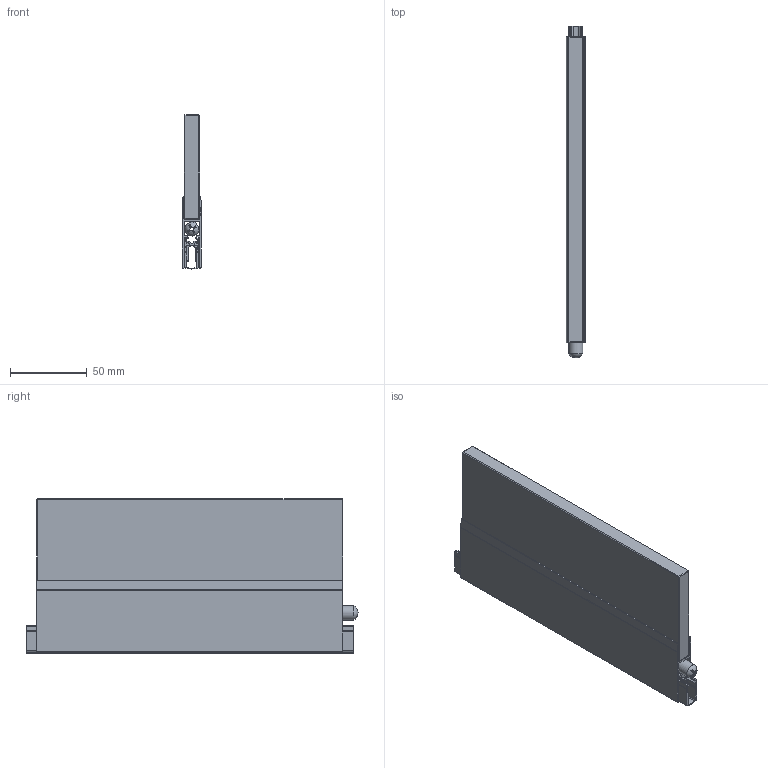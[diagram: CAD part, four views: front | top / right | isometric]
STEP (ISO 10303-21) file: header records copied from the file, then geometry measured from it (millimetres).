
FILE_DESCRIPTION(/* description */ ('Unknown'),/* implementation_level */ '2;1');
FILE_NAME(/* name */ '1-453_SchallEx-GSH10_3D',/* time_stamp */ '2021-06-03T11:57:41+02:00',/* author */ ('Unknown'),/* organization */ ('Unknown'),/* preprocessor_version */ 'ST-DEVELOPER v16.7',/* originating_system */ 'Solid Edge',/* authorisation */ 'Unknown');
FILE_SCHEMA (('AUTOMOTIVE_DESIGN {1 0 10303 214 3 1 1}'));
Length unit declared in the file: millimetre
Products named in the file (11): 31492_Bodendichtung___10mm_Glas; AP_421_oa_0; AP_391; 27508_Dichtprofil; AN_102_oa_1; AJ_149; 29615_Glaswand_10mm_oa_2; 31494_Etikett_3D__Schall-Ex_GS-H10; 26541_Etikett_Athmer_klein_kurz; 31110_Athmer_Logo__ab_2021_; 31495_Text__Schall-Ex_GS-H10
Assembly tree (10 placements, depth 3):
  31492_Bodendichtung___10mm_Glas
    AP_421_oa_0
    AP_391
    27508_Dichtprofil
    AN_102_oa_1
      AJ_149
    29615_Glaswand_10mm_oa_2
    31494_Etikett_3D__Schall-Ex_GS-H10
      26541_Etikett_Athmer_klein_kurz
      31110_Athmer_Logo__ab_2021_
      31495_Text__Schall-Ex_GS-H10
Bounding box: 12.8 x 216.87 x 100.7 mm (x, y, z)
Volume: 181993.6 mm3; surface area: 115229.2 mm2
Topology: 26 solids, 26 shells, 518 faces, 1354 edges, 896 vertices
Faces by surface type: plane 369, cylinder 82, bspline 65, sphere 1, cone 1
Full cylindrical faces by diameter (mm): 4.134 x1, 9.2 x1
Entity records: 18336 total; most frequent: CARTESIAN_POINT 5846, ORIENTED_EDGE 2684, DIRECTION 2150, EDGE_CURVE 1342, VERTEX_POINT 892, LINE 870, VECTOR 870, AXIS2_PLACEMENT_3D 640
